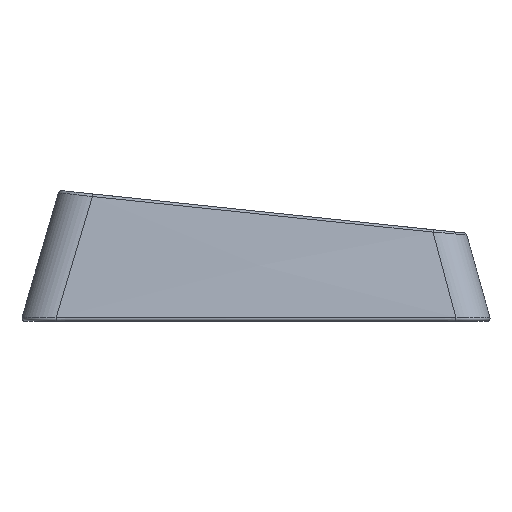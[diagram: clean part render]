
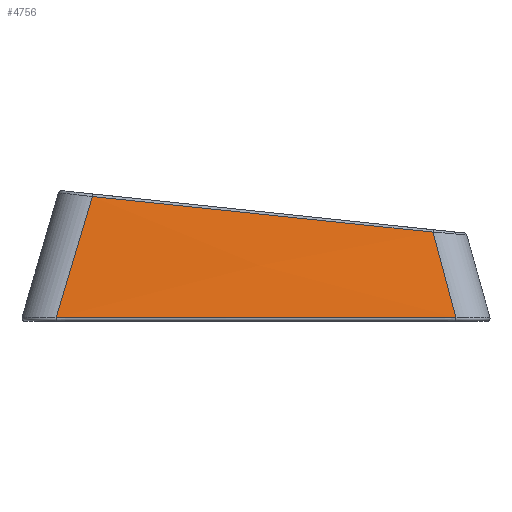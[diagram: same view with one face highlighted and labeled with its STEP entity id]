
A CAD part, left-side view. The second image highlights one B-rep face of the part: STEP entity #4756.
In plain terms, the highlighted free-form (B-spline) face has degree [1, 1] with [2, 2] control points.
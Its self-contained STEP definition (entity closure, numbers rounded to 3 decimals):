
#1881 = VERTEX_POINT('',#1882);
#1882 = CARTESIAN_POINT('',(-148.629,-46.721,23.517));
#1890 = VERTEX_POINT('',#1891);
#1891 = CARTESIAN_POINT('',(-148.593,43.146,32.911));
#1897 = EDGE_CURVE('',#1881,#1890,#1898,.T.);
#1898 = ( BOUNDED_CURVE() B_SPLINE_CURVE(12,(#1899,#1900,#1901,#1902,
    #1903,#1904,#1905,#1906,#1907,#1908,#1909,#1910,#1911,#1912,#1913,
    #1914,#1915,#1916,#1917,#1918,#1919,#1920,#1921,#1922,#1923,#1924,
    #1925,#1926,#1927,#1928,#1929,#1930,#1931,#1932,#1933,#1934),
.UNSPECIFIED.,.F.,.F.) B_SPLINE_CURVE_WITH_KNOTS((13,12,11,13),(
-0.238,0.,89.985,90.098),.UNSPECIFIED.)
CURVE() GEOMETRIC_REPRESENTATION_ITEM() RATIONAL_B_SPLINE_CURVE((1.,1.,
1.,1.,1.,1.,1.,1.,1.,1.,1.,1.,1.,1.,1.,1.,1.
    ,1.,1.,1.,1.,1.,1.,
1.,1.,1.,1.,1.,1.,1.
    ,1.,1.,1.,1.,1.,1.))
REPRESENTATION_ITEM('') );
#1899 = CARTESIAN_POINT('',(-148.629,-46.721,23.517));
#1900 = CARTESIAN_POINT('',(-148.629,-46.701,23.519));
#1901 = CARTESIAN_POINT('',(-148.629,-46.681,23.521));
#1902 = CARTESIAN_POINT('',(-148.629,-46.661,23.524));
#1903 = CARTESIAN_POINT('',(-148.629,-46.641,23.526));
#1904 = CARTESIAN_POINT('',(-148.629,-46.62,23.528));
#1905 = CARTESIAN_POINT('',(-148.629,-46.6,23.53));
#1906 = CARTESIAN_POINT('',(-148.629,-46.58,23.532));
#1907 = CARTESIAN_POINT('',(-148.629,-46.56,23.534));
#1908 = CARTESIAN_POINT('',(-148.629,-46.54,23.536));
#1909 = CARTESIAN_POINT('',(-148.629,-46.52,23.538));
#1910 = CARTESIAN_POINT('',(-148.629,-46.5,23.54));
#1911 = CARTESIAN_POINT('',(-148.629,-46.48,23.542));
#1912 = CARTESIAN_POINT('',(-148.625,-39.022,24.32));
#1913 = CARTESIAN_POINT('',(-148.621,-31.563,25.098));
#1914 = CARTESIAN_POINT('',(-148.618,-24.105,25.877));
#1915 = CARTESIAN_POINT('',(-148.614,-16.646,26.656));
#1916 = CARTESIAN_POINT('',(-148.611,-9.175,27.436));
#1917 = CARTESIAN_POINT('',(-148.608,-1.646,28.223));
#1918 = CARTESIAN_POINT('',(-148.605,5.895,29.012));
#1919 = CARTESIAN_POINT('',(-148.603,13.502,29.807));
#1920 = CARTESIAN_POINT('',(-148.6,20.988,30.591));
#1921 = CARTESIAN_POINT('',(-148.598,28.461,31.373));
#1922 = CARTESIAN_POINT('',(-148.596,35.446,32.103));
#1923 = CARTESIAN_POINT('',(-148.593,43.041,32.9));
#1924 = CARTESIAN_POINT('',(-148.593,43.05,32.901));
#1925 = CARTESIAN_POINT('',(-148.593,43.06,32.902));
#1926 = CARTESIAN_POINT('',(-148.593,43.069,32.903));
#1927 = CARTESIAN_POINT('',(-148.593,43.079,32.904));
#1928 = CARTESIAN_POINT('',(-148.593,43.089,32.905));
#1929 = CARTESIAN_POINT('',(-148.593,43.098,32.906));
#1930 = CARTESIAN_POINT('',(-148.593,43.108,32.907));
#1931 = CARTESIAN_POINT('',(-148.593,43.117,32.908));
#1932 = CARTESIAN_POINT('',(-148.593,43.127,32.909));
#1933 = CARTESIAN_POINT('',(-148.593,43.136,32.91));
#1934 = CARTESIAN_POINT('',(-148.593,43.146,32.911));
#4756 = ADVANCED_FACE('',(#4757),#4790,.T.);
#4757 = FACE_BOUND('',#4758,.T.);
#4758 = EDGE_LOOP('',(#4759,#4766,#4767,#4774));
#4759 = ORIENTED_EDGE('',*,*,#4760,.T.);
#4760 = EDGE_CURVE('',#4761,#1881,#4763,.T.);
#4761 = VERTEX_POINT('',#4762);
#4762 = CARTESIAN_POINT('',(-153.295,-52.736,0.962));
#4763 = B_SPLINE_CURVE_WITH_KNOTS('',1,(#4764,#4765),.UNSPECIFIED.,.F.,
  .F.,(2,2),(0.,1.),.PIECEWISE_BEZIER_KNOTS.);
#4764 = CARTESIAN_POINT('',(-153.494,-52.993,0.));
#4765 = CARTESIAN_POINT('',(-148.494,-46.546,24.172));
#4766 = ORIENTED_EDGE('',*,*,#1897,.T.);
#4767 = ORIENTED_EDGE('',*,*,#4768,.F.);
#4768 = EDGE_CURVE('',#4769,#1890,#4771,.T.);
#4769 = VERTEX_POINT('',#4770);
#4770 = CARTESIAN_POINT('',(-153.357,52.718,0.919));
#4771 = B_SPLINE_CURVE_WITH_KNOTS('',1,(#4772,#4773),.UNSPECIFIED.,.F.,
  .F.,(2,2),(0.,1.),.PIECEWISE_BEZIER_KNOTS.);
#4772 = CARTESIAN_POINT('',(-153.494,52.993,0.));
#4773 = CARTESIAN_POINT('',(-148.494,42.946,33.578));
#4774 = ORIENTED_EDGE('',*,*,#4775,.F.);
#4775 = EDGE_CURVE('',#4761,#4769,#4776,.T.);
#4776 = ( BOUNDED_CURVE() B_SPLINE_CURVE(12,(#4777,#4778,#4779,#4780,
    #4781,#4782,#4783,#4784,#4785,#4786,#4787,#4788,#4789),
.UNSPECIFIED.,.F.,.F.) B_SPLINE_CURVE_WITH_KNOTS((13,13),(0.257
,105.733),.PIECEWISE_BEZIER_KNOTS.) CURVE()
GEOMETRIC_REPRESENTATION_ITEM() RATIONAL_B_SPLINE_CURVE((1.,1.,1.,1.,
1.,1.,1.,1.,
1.,1.,1.,1.,1.)) REPRESENTATION_ITEM('') );
#4777 = CARTESIAN_POINT('',(-153.295,-52.736,0.962));
#4778 = CARTESIAN_POINT('',(-153.302,-43.946,0.957));
#4779 = CARTESIAN_POINT('',(-153.309,-35.157,0.952));
#4780 = CARTESIAN_POINT('',(-153.316,-26.367,0.948));
#4781 = CARTESIAN_POINT('',(-153.321,-17.575,0.944));
#4782 = CARTESIAN_POINT('',(-153.327,-8.763,0.94));
#4783 = CARTESIAN_POINT('',(-153.332,0.131,0.936));
#4784 = CARTESIAN_POINT('',(-153.337,9.047,0.933));
#4785 = CARTESIAN_POINT('',(-153.342,18.051,0.929));
#4786 = CARTESIAN_POINT('',(-153.346,26.874,0.926));
#4787 = CARTESIAN_POINT('',(-153.35,35.663,0.923));
#4788 = CARTESIAN_POINT('',(-153.354,43.821,0.92));
#4789 = CARTESIAN_POINT('',(-153.357,52.718,0.919));
#4790 = B_SPLINE_SURFACE_WITH_KNOTS('',1,1,(
    (#4791,#4792)
    ,(#4793,#4794
    )),.UNSPECIFIED.,.F.,.F.,.F.,(2,2),(2,2),(-52.993,52.993),(0.,1.),
  .PIECEWISE_BEZIER_KNOTS.);
#4791 = CARTESIAN_POINT('',(-153.494,52.993,0.));
#4792 = CARTESIAN_POINT('',(-148.494,42.946,33.578));
#4793 = CARTESIAN_POINT('',(-153.494,-52.993,0.));
#4794 = CARTESIAN_POINT('',(-148.494,-46.546,24.172));
